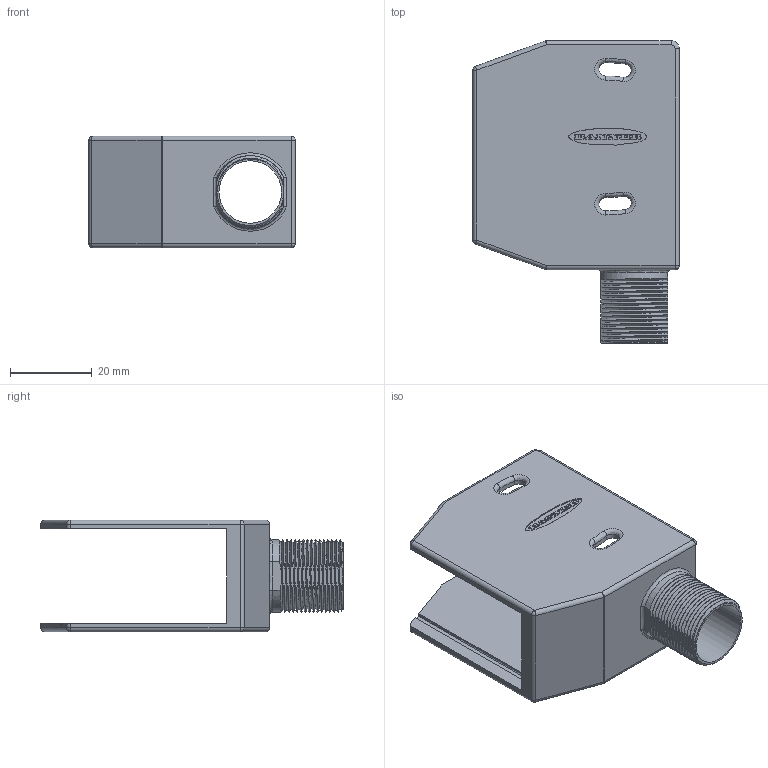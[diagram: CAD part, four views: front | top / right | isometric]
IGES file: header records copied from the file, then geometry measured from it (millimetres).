
Start section:  PTC IGES file: 141857.igs
Global section: file name: 141857.igs; native system: Pro/ENGINEER by Parametric Technology Corporation; preprocessor: 2006170; author: banengservice; organization: Unknown; date: 20080815.123710; units: inch
Bounding box: 50.5 x 74 x 27.3 mm (x, y, z)
Volume: 15813.3 mm3; surface area: 16096.7 mm2
Topology: 1 solids, 1 shells, 788 faces, 2225 edges, 1464 vertices
Faces by surface type: bspline 529, extrusion 150, revolution 109
